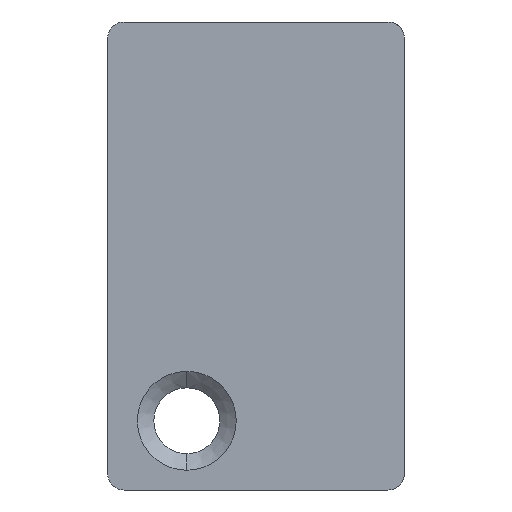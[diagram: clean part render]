
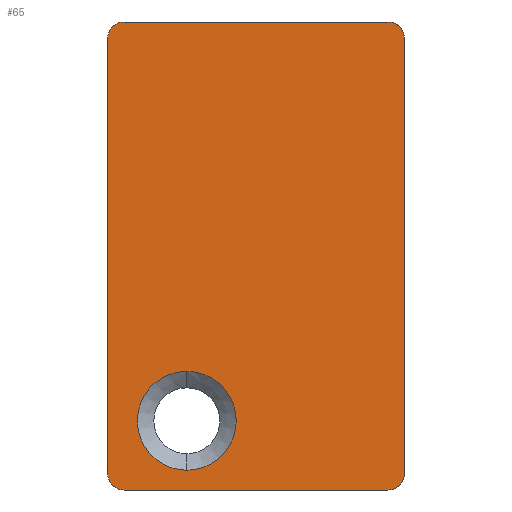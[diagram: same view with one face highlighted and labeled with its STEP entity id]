
A CAD part, front view. The second image highlights one B-rep face of the part: STEP entity #65.
In plain terms, the highlighted planar face has unit normal (0, -1, 0).
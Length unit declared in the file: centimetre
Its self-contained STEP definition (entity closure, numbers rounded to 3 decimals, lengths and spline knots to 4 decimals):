
#5 = VERTEX_POINT ( 'NONE', #423 ) ;
#11 = ORIENTED_EDGE ( 'NONE', *, *, #410, .T. ) ;
#16 = AXIS2_PLACEMENT_3D ( 'NONE', #492, #688, #695 ) ;
#26 = EDGE_CURVE ( 'NONE', #584, #118, #518, .T. ) ;
#37 = CARTESIAN_POINT ( 'NONE',  ( -2.1, -3.5, -12.1 ) ) ;
#61 = CARTESIAN_POINT ( 'NONE',  ( 4., -3.5, -14.2 ) ) ;
#62 = FACE_BOUND ( 'NONE', #514, .T. ) ;
#64 = CARTESIAN_POINT ( 'NONE',  ( 4.5, -3.5, -14.2 ) ) ;
#65 = ADVANCED_FACE ( 'NONE', ( #62, #577 ), #321, .T. ) ;
#68 = CARTESIAN_POINT ( 'NONE',  ( -2.1, -3.5, -10.6 ) ) ;
#84 = ORIENTED_EDGE ( 'NONE', *, *, #235, .T. ) ;
#118 = VERTEX_POINT ( 'NONE', #556 ) ;
#126 = CIRCLE ( 'NONE', #606, 0.5 ) ;
#134 = CIRCLE ( 'NONE', #458, 0.5 ) ;
#136 = DIRECTION ( 'NONE',  ( 0., -1., 0. ) ) ;
#137 = CIRCLE ( 'NONE', #425, 1.5 ) ;
#147 = CARTESIAN_POINT ( 'NONE',  ( -4.5, -3.5, -14.2 ) ) ;
#155 = LINE ( 'NONE', #147, #190 ) ;
#190 = VECTOR ( 'NONE', #401, 100. ) ;
#191 = EDGE_CURVE ( 'NONE', #231, #192, #430, .T. ) ;
#192 = VERTEX_POINT ( 'NONE', #626 ) ;
#199 = AXIS2_PLACEMENT_3D ( 'NONE', #733, #404, #793 ) ;
#202 = EDGE_CURVE ( 'NONE', #118, #584, #137, .T. ) ;
#231 = VERTEX_POINT ( 'NONE', #573 ) ;
#234 = ORIENTED_EDGE ( 'NONE', *, *, #191, .F. ) ;
#235 = EDGE_CURVE ( 'NONE', #760, #456, #678, .T. ) ;
#240 = ORIENTED_EDGE ( 'NONE', *, *, #369, .T. ) ;
#255 = DIRECTION ( 'NONE',  ( 0., 0., 1. ) ) ;
#257 = CIRCLE ( 'NONE', #199, 0.5 ) ;
#261 = ORIENTED_EDGE ( 'NONE', *, *, #720, .T. ) ;
#262 = DIRECTION ( 'NONE',  ( 0., 0., -1. ) ) ;
#288 = DIRECTION ( 'NONE',  ( 0., 0., -1. ) ) ;
#291 = EDGE_LOOP ( 'NONE', ( #372, #392, #84, #294, #11, #261, #234, #240 ) ) ;
#292 = CARTESIAN_POINT ( 'NONE',  ( -4.5, -3.5, -14.2 ) ) ;
#294 = ORIENTED_EDGE ( 'NONE', *, *, #558, .T. ) ;
#305 = LINE ( 'NONE', #64, #594 ) ;
#309 = DIRECTION ( 'NONE',  ( 0., 1., 0. ) ) ;
#321 = PLANE ( 'NONE',  #737 ) ;
#369 = EDGE_CURVE ( 'NONE', #231, #5, #126, .T. ) ;
#371 = DIRECTION ( 'NONE',  ( 1., 0., 0. ) ) ;
#372 = ORIENTED_EDGE ( 'NONE', *, *, #736, .F. ) ;
#384 = VERTEX_POINT ( 'NONE', #545 ) ;
#390 = CARTESIAN_POINT ( 'NONE',  ( 4.5, -3.5, -0.5 ) ) ;
#392 = ORIENTED_EDGE ( 'NONE', *, *, #648, .T. ) ;
#393 = CARTESIAN_POINT ( 'NONE',  ( -4., -3.5, -13.7 ) ) ;
#401 = DIRECTION ( 'NONE',  ( 0., 0., 1. ) ) ;
#404 = DIRECTION ( 'NONE',  ( 0., -1., 0. ) ) ;
#410 = EDGE_CURVE ( 'NONE', #384, #604, #305, .T. ) ;
#411 = VECTOR ( 'NONE', #805, 100. ) ;
#423 = CARTESIAN_POINT ( 'NONE',  ( -4.5, -3.5, -0.5 ) ) ;
#425 = AXIS2_PLACEMENT_3D ( 'NONE', #37, #309, #820 ) ;
#430 = LINE ( 'NONE', #696, #715 ) ;
#449 = CIRCLE ( 'NONE', #464, 0.5 ) ;
#451 = CARTESIAN_POINT ( 'NONE',  ( 4., -3.5, -13.7 ) ) ;
#456 = VERTEX_POINT ( 'NONE', #61 ) ;
#458 = AXIS2_PLACEMENT_3D ( 'NONE', #393, #136, #262 ) ;
#464 = AXIS2_PLACEMENT_3D ( 'NONE', #451, #778, #719 ) ;
#492 = CARTESIAN_POINT ( 'NONE',  ( -2.1, -3.5, -12.1 ) ) ;
#514 = EDGE_LOOP ( 'NONE', ( #533, #628 ) ) ;
#518 = CIRCLE ( 'NONE', #16, 1.5 ) ;
#526 = CARTESIAN_POINT ( 'NONE',  ( -4., -3.5, -14.2 ) ) ;
#533 = ORIENTED_EDGE ( 'NONE', *, *, #202, .T. ) ;
#545 = CARTESIAN_POINT ( 'NONE',  ( 4.5, -3.5, -13.7 ) ) ;
#549 = VERTEX_POINT ( 'NONE', #716 ) ;
#550 = CARTESIAN_POINT ( 'NONE',  ( -4., -3.5, -0.5 ) ) ;
#556 = CARTESIAN_POINT ( 'NONE',  ( -2.1, -3.5, -13.6 ) ) ;
#558 = EDGE_CURVE ( 'NONE', #456, #384, #449, .T. ) ;
#573 = CARTESIAN_POINT ( 'NONE',  ( -4., -3.5, 0. ) ) ;
#577 = FACE_OUTER_BOUND ( 'NONE', #291, .T. ) ;
#581 = CARTESIAN_POINT ( 'NONE',  ( -4.5, -3.5, -14.2 ) ) ;
#584 = VERTEX_POINT ( 'NONE', #68 ) ;
#594 = VECTOR ( 'NONE', #255, 100. ) ;
#604 = VERTEX_POINT ( 'NONE', #390 ) ;
#605 = DIRECTION ( 'NONE',  ( 0., -1., 0. ) ) ;
#606 = AXIS2_PLACEMENT_3D ( 'NONE', #550, #605, #288 ) ;
#626 = CARTESIAN_POINT ( 'NONE',  ( 4., -3.5, 0. ) ) ;
#628 = ORIENTED_EDGE ( 'NONE', *, *, #26, .T. ) ;
#648 = EDGE_CURVE ( 'NONE', #549, #760, #134, .T. ) ;
#655 = DIRECTION ( 'NONE',  ( 0., -1., 0. ) ) ;
#678 = LINE ( 'NONE', #292, #411 ) ;
#688 = DIRECTION ( 'NONE',  ( 0., 1., 0. ) ) ;
#695 = DIRECTION ( 'NONE',  ( 0., 0., -1. ) ) ;
#696 = CARTESIAN_POINT ( 'NONE',  ( -4.5, -3.5, 0. ) ) ;
#715 = VECTOR ( 'NONE', #371, 100. ) ;
#716 = CARTESIAN_POINT ( 'NONE',  ( -4.5, -3.5, -13.7 ) ) ;
#719 = DIRECTION ( 'NONE',  ( 0., 0., -1. ) ) ;
#720 = EDGE_CURVE ( 'NONE', #604, #192, #257, .T. ) ;
#724 = DIRECTION ( 'NONE',  ( 0., 0., -1. ) ) ;
#733 = CARTESIAN_POINT ( 'NONE',  ( 4., -3.5, -0.5 ) ) ;
#736 = EDGE_CURVE ( 'NONE', #549, #5, #155, .T. ) ;
#737 = AXIS2_PLACEMENT_3D ( 'NONE', #581, #655, #724 ) ;
#760 = VERTEX_POINT ( 'NONE', #526 ) ;
#778 = DIRECTION ( 'NONE',  ( 0., -1., 0. ) ) ;
#793 = DIRECTION ( 'NONE',  ( 0., 0., -1. ) ) ;
#805 = DIRECTION ( 'NONE',  ( 1., 0., 0. ) ) ;
#820 = DIRECTION ( 'NONE',  ( 0., 0., -1. ) ) ;
